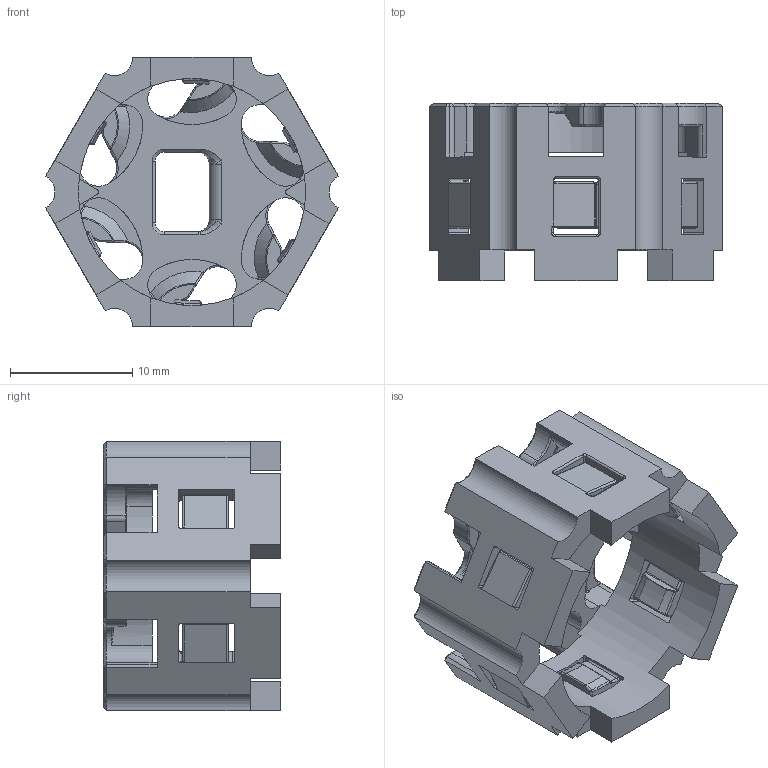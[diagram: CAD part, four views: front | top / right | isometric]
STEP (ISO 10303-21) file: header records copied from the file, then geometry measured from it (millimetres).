
FILE_DESCRIPTION(/* description */ (''),/* implementation_level */ '2;1');
FILE_NAME(/* name */ 'Cell-Lock Hex.step',/* time_stamp */ '2026-02-26T14:07:49-05:00',/* author */ (''),/* organization */ (''),/* preprocessor_version */ 'ST-DEVELOPER v20.1',/* originating_system */ 'Autodesk Translation Framework v14.21.0.0',/* authorisation */ '');
FILE_SCHEMA (('AUTOMOTIVE_DESIGN { 1 0 10303 214 3 1 1 }'));
Length unit declared in the file: millimetre
Products named in the file (2): Cell-Lock Hex; Component1
Assembly tree (1 placements, depth 2):
  Cell-Lock Hex
    Component1
Bounding box: 23.9 x 14.5 x 22 mm (x, y, z)
Volume: 2042.5 mm3; surface area: 2850.3 mm2
Topology: 1 solids, 1 shells, 621 faces, 1625 edges, 956 vertices
Faces by surface type: cylinder 180, plane 175, bspline 148, cone 58, torus 54, sphere 6
Full cylindrical faces by diameter (mm): 18.55 x1
Entity records: 23282 total; most frequent: CARTESIAN_POINT 8952, ORIENTED_EDGE 3174, DIRECTION 2761, EDGE_CURVE 1587, AXIS2_PLACEMENT_3D 1064, VERTEX_POINT 956, EDGE_LOOP 635, LINE 633
